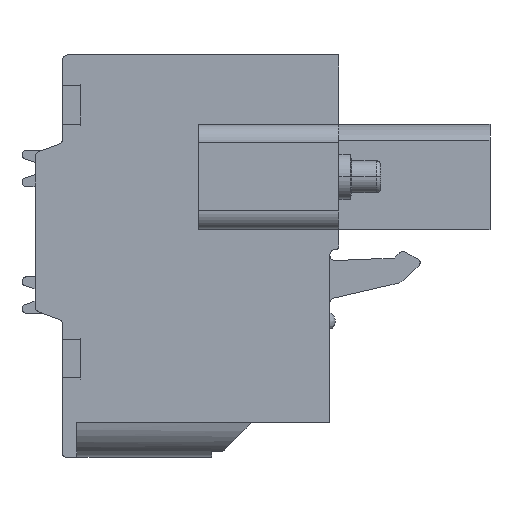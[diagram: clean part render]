
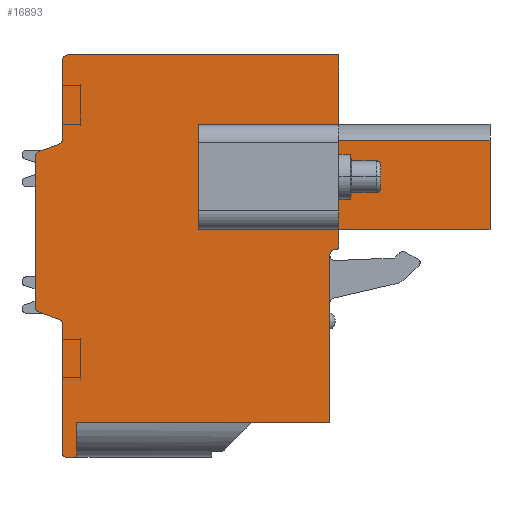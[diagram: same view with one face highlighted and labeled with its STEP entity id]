
A CAD part, front view. The second image highlights one B-rep face of the part: STEP entity #16893.
In plain terms, the highlighted planar face has unit normal (0, -1, 0).
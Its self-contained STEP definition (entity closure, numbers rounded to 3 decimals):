
#381=DIRECTION('',(-1.,0.,0.));
#382=VECTOR('',#381,6.3);
#383=CARTESIAN_POINT('',(2.781,-65.94,1.9));
#384=LINE('',#383,#382);
#385=DIRECTION('',(1.,0.,0.));
#386=VECTOR('',#385,6.3);
#387=CARTESIAN_POINT('',(-3.519,-65.94,7.65));
#388=LINE('',#387,#386);
#389=DIRECTION('',(0.,0.,1.));
#390=VECTOR('',#389,5.75);
#391=CARTESIAN_POINT('',(-3.519,-65.94,1.9));
#392=LINE('',#391,#390);
#393=DIRECTION('',(0.,0.,-1.));
#394=VECTOR('',#393,4.7);
#395=CARTESIAN_POINT('',(4.181,-65.94,11.475));
#396=LINE('',#395,#394);
#397=DIRECTION('',(-1.,0.,0.));
#398=VECTOR('',#397,8.3);
#399=CARTESIAN_POINT('',(12.481,-65.94,6.775));
#400=LINE('',#399,#398);
#401=DIRECTION('',(0.,0.,-1.));
#402=VECTOR('',#401,4.9);
#403=CARTESIAN_POINT('',(12.481,-65.94,6.775));
#404=LINE('',#403,#402);
#405=DIRECTION('',(-1.,0.,0.));
#406=VECTOR('',#405,8.3);
#407=CARTESIAN_POINT('',(12.481,-65.94,1.875));
#408=LINE('',#407,#406);
#409=DIRECTION('',(0.,0.,-1.));
#410=VECTOR('',#409,0.901);
#411=CARTESIAN_POINT('',(4.181,-65.94,1.875));
#412=LINE('',#411,#410);
#413=CARTESIAN_POINT('',(3.981,-65.94,0.974));
#414=DIRECTION('',(0.,1.,0.));
#415=DIRECTION('',(1.,0.,0.));
#416=AXIS2_PLACEMENT_3D('',#413,#414,#415);
#418=CARTESIAN_POINT('',(3.981,-65.94,0.474));
#419=DIRECTION('',(0.,-1.,0.));
#420=DIRECTION('',(0.,0.,1.));
#421=AXIS2_PLACEMENT_3D('',#418,#419,#420);
#423=DIRECTION('',(-1.,0.,0.));
#424=VECTOR('',#423,13.9);
#425=CARTESIAN_POINT('',(3.681,-65.94,-8.725));
#426=LINE('',#425,#424);
#427=DIRECTION('',(0.,0.,-1.));
#428=VECTOR('',#427,1.9);
#429=CARTESIAN_POINT('',(-10.219,-65.94,-8.725));
#430=LINE('',#429,#428);
#431=DIRECTION('',(-1.,0.,0.));
#432=VECTOR('',#431,0.6);
#433=CARTESIAN_POINT('',(-10.219,-65.94,-10.625));
#434=LINE('',#433,#432);
#435=CARTESIAN_POINT('',(-10.819,-65.94,-10.425));
#436=DIRECTION('',(0.,1.,0.));
#437=DIRECTION('',(0.,0.,-1.));
#438=AXIS2_PLACEMENT_3D('',#435,#436,#437);
#440=DIRECTION('',(0.,0.,1.));
#441=VECTOR('',#440,7.095);
#442=CARTESIAN_POINT('',(-11.019,-65.94,-10.425));
#443=LINE('',#442,#441);
#444=CARTESIAN_POINT('',(-11.319,-65.94,-3.33));
#445=DIRECTION('',(0.,-1.,0.));
#446=DIRECTION('',(1.,0.,0.));
#447=AXIS2_PLACEMENT_3D('',#444,#445,#446);
#449=DIRECTION('',(-0.94,0.,0.342));
#450=VECTOR('',#449,1.176);
#451=CARTESIAN_POINT('',(-11.216,-65.94,-3.048));
#452=LINE('',#451,#450);
#453=CARTESIAN_POINT('',(-12.219,-65.94,-2.364));
#454=DIRECTION('',(0.,1.,0.));
#455=DIRECTION('',(-0.342,0.,-0.94));
#456=AXIS2_PLACEMENT_3D('',#453,#454,#455);
#458=DIRECTION('',(0.,0.,1.));
#459=VECTOR('',#458,8.238);
#460=CARTESIAN_POINT('',(-12.519,-65.94,-2.364));
#461=LINE('',#460,#459);
#462=CARTESIAN_POINT('',(-12.219,-65.94,5.874));
#463=DIRECTION('',(0.,1.,0.));
#464=DIRECTION('',(-1.,0.,0.));
#465=AXIS2_PLACEMENT_3D('',#462,#463,#464);
#467=DIRECTION('',(0.94,0.,0.342));
#468=VECTOR('',#467,1.176);
#469=CARTESIAN_POINT('',(-12.321,-65.94,6.156));
#470=LINE('',#469,#468);
#471=CARTESIAN_POINT('',(-11.319,-65.94,6.84));
#472=DIRECTION('',(0.,-1.,0.));
#473=DIRECTION('',(0.342,0.,-0.94));
#474=AXIS2_PLACEMENT_3D('',#471,#472,#473);
#476=DIRECTION('',(0.,0.,1.));
#477=VECTOR('',#476,4.335);
#478=CARTESIAN_POINT('',(-11.019,-65.94,6.84));
#479=LINE('',#478,#477);
#480=CARTESIAN_POINT('',(-10.719,-65.94,11.175));
#481=DIRECTION('',(0.,1.,0.));
#482=DIRECTION('',(-1.,0.,0.));
#483=AXIS2_PLACEMENT_3D('',#480,#481,#482);
#485=DIRECTION('',(1.,0.,0.));
#486=VECTOR('',#485,14.9);
#487=CARTESIAN_POINT('',(-10.719,-65.94,11.475));
#488=LINE('',#487,#486);
#643=DIRECTION('',(0.,0.,1.));
#644=VECTOR('',#643,5.75);
#645=CARTESIAN_POINT('',(2.781,-65.94,1.9));
#646=LINE('',#645,#644);
#2981=DIRECTION('',(0.,0.,1.));
#2982=VECTOR('',#2981,9.199);
#2983=CARTESIAN_POINT('',(3.681,-65.94,-8.725));
#2984=LINE('',#2983,#2982);
#12722=CARTESIAN_POINT('',(-12.519,-65.94,-2.364));
#12723=CARTESIAN_POINT('',(-12.519,-65.94,5.874));
#12724=VERTEX_POINT('',#12722);
#12725=VERTEX_POINT('',#12723);
#12726=CARTESIAN_POINT('',(-12.321,-65.94,6.156));
#12727=VERTEX_POINT('',#12726);
#12728=CARTESIAN_POINT('',(-11.216,-65.94,6.558));
#12729=VERTEX_POINT('',#12728);
#12730=CARTESIAN_POINT('',(-11.019,-65.94,6.84));
#12731=VERTEX_POINT('',#12730);
#12732=CARTESIAN_POINT('',(-11.019,-65.94,11.175));
#12733=VERTEX_POINT('',#12732);
#12734=CARTESIAN_POINT('',(-10.719,-65.94,11.475));
#12735=VERTEX_POINT('',#12734);
#12736=CARTESIAN_POINT('',(4.181,-65.94,11.475));
#12737=VERTEX_POINT('',#12736);
#12738=CARTESIAN_POINT('',(3.681,-65.94,-8.725));
#12739=CARTESIAN_POINT('',(-10.219,-65.94,-8.725));
#12740=VERTEX_POINT('',#12738);
#12741=VERTEX_POINT('',#12739);
#12742=CARTESIAN_POINT('',(-10.219,-65.94,-10.625));
#12743=VERTEX_POINT('',#12742);
#12744=CARTESIAN_POINT('',(-10.819,-65.94,-10.625));
#12745=VERTEX_POINT('',#12744);
#12746=CARTESIAN_POINT('',(-11.019,-65.94,-10.425));
#12747=VERTEX_POINT('',#12746);
#12748=CARTESIAN_POINT('',(-11.019,-65.94,-3.33));
#12749=VERTEX_POINT('',#12748);
#12750=CARTESIAN_POINT('',(-11.216,-65.94,-3.048));
#12751=VERTEX_POINT('',#12750);
#12752=CARTESIAN_POINT('',(-12.321,-65.94,-2.646));
#12753=VERTEX_POINT('',#12752);
#12764=CARTESIAN_POINT('',(4.181,-65.94,0.974));
#12765=CARTESIAN_POINT('',(3.981,-65.94,0.774));
#12766=VERTEX_POINT('',#12764);
#12767=VERTEX_POINT('',#12765);
#12768=CARTESIAN_POINT('',(4.181,-65.94,1.875));
#12769=VERTEX_POINT('',#12768);
#12770=CARTESIAN_POINT('',(3.681,-65.94,0.474));
#12771=VERTEX_POINT('',#12770);
#12772=CARTESIAN_POINT('',(12.481,-65.94,1.875));
#12773=VERTEX_POINT('',#12772);
#13996=CARTESIAN_POINT('',(12.481,-65.94,6.775));
#13997=VERTEX_POINT('',#13996);
#16290=CARTESIAN_POINT('',(-3.519,-65.94,1.9));
#16291=CARTESIAN_POINT('',(-3.519,-65.94,7.65));
#16292=VERTEX_POINT('',#16290);
#16293=VERTEX_POINT('',#16291);
#16312=CARTESIAN_POINT('',(2.781,-65.94,1.9));
#16313=CARTESIAN_POINT('',(2.781,-65.94,7.65));
#16314=VERTEX_POINT('',#16312);
#16315=VERTEX_POINT('',#16313);
#16328=CARTESIAN_POINT('',(4.181,-65.94,6.775));
#16329=VERTEX_POINT('',#16328);
#16831=CARTESIAN_POINT('',(0.,-65.94,0.));
#16832=DIRECTION('',(0.,1.,0.));
#16833=DIRECTION('',(1.,0.,0.));
#16834=AXIS2_PLACEMENT_3D('',#16831,#16832,#16833);
#16835=PLANE('',#16834);
#16836=ORIENTED_EDGE('',*,*,#16595,.T.);
#16838=ORIENTED_EDGE('',*,*,#16837,.F.);
#16840=ORIENTED_EDGE('',*,*,#16839,.T.);
#16842=ORIENTED_EDGE('',*,*,#16841,.T.);
#16844=ORIENTED_EDGE('',*,*,#16843,.T.);
#16846=ORIENTED_EDGE('',*,*,#16845,.T.);
#16848=ORIENTED_EDGE('',*,*,#16847,.T.);
#16850=ORIENTED_EDGE('',*,*,#16849,.F.);
#16852=ORIENTED_EDGE('',*,*,#16851,.T.);
#16854=ORIENTED_EDGE('',*,*,#16853,.T.);
#16856=ORIENTED_EDGE('',*,*,#16855,.T.);
#16858=ORIENTED_EDGE('',*,*,#16857,.T.);
#16860=ORIENTED_EDGE('',*,*,#16859,.T.);
#16862=ORIENTED_EDGE('',*,*,#16861,.T.);
#16864=ORIENTED_EDGE('',*,*,#16863,.T.);
#16866=ORIENTED_EDGE('',*,*,#16865,.T.);
#16868=ORIENTED_EDGE('',*,*,#16867,.T.);
#16870=ORIENTED_EDGE('',*,*,#16869,.T.);
#16872=ORIENTED_EDGE('',*,*,#16871,.T.);
#16874=ORIENTED_EDGE('',*,*,#16873,.T.);
#16876=ORIENTED_EDGE('',*,*,#16875,.T.);
#16878=ORIENTED_EDGE('',*,*,#16877,.T.);
#16880=ORIENTED_EDGE('',*,*,#16879,.T.);
#16881=EDGE_LOOP('',(#16836,#16838,#16840,#16842,#16844,#16846,#16848,#16850,
#16852,#16854,#16856,#16858,#16860,#16862,#16864,#16866,#16868,#16870,#16872,
#16874,#16876,#16878,#16880));
#16882=FACE_OUTER_BOUND('',#16881,.F.);
#16884=ORIENTED_EDGE('',*,*,#16883,.F.);
#16886=ORIENTED_EDGE('',*,*,#16885,.T.);
#16888=ORIENTED_EDGE('',*,*,#16887,.F.);
#16890=ORIENTED_EDGE('',*,*,#16889,.F.);
#16891=EDGE_LOOP('',(#16884,#16886,#16888,#16890));
#16892=FACE_BOUND('',#16891,.F.);
#16893=ADVANCED_FACE('',(#16882,#16892),#16835,.F.);
#417=CIRCLE('',#416,0.2);
#422=CIRCLE('',#421,0.3);
#439=CIRCLE('',#438,0.2);
#448=CIRCLE('',#447,0.3);
#457=CIRCLE('',#456,0.3);
#466=CIRCLE('',#465,0.3);
#475=CIRCLE('',#474,0.3);
#484=CIRCLE('',#483,0.3);
#16595=EDGE_CURVE('',#12737,#16329,#396,.T.);
#16837=EDGE_CURVE('',#13997,#16329,#400,.T.);
#16839=EDGE_CURVE('',#13997,#12773,#404,.T.);
#16841=EDGE_CURVE('',#12773,#12769,#408,.T.);
#16843=EDGE_CURVE('',#12769,#12766,#412,.T.);
#16845=EDGE_CURVE('',#12766,#12767,#417,.T.);
#16847=EDGE_CURVE('',#12767,#12771,#422,.T.);
#16849=EDGE_CURVE('',#12740,#12771,#2984,.T.);
#16851=EDGE_CURVE('',#12740,#12741,#426,.T.);
#16853=EDGE_CURVE('',#12741,#12743,#430,.T.);
#16855=EDGE_CURVE('',#12743,#12745,#434,.T.);
#16857=EDGE_CURVE('',#12745,#12747,#439,.T.);
#16859=EDGE_CURVE('',#12747,#12749,#443,.T.);
#16861=EDGE_CURVE('',#12749,#12751,#448,.T.);
#16863=EDGE_CURVE('',#12751,#12753,#452,.T.);
#16865=EDGE_CURVE('',#12753,#12724,#457,.T.);
#16867=EDGE_CURVE('',#12724,#12725,#461,.T.);
#16869=EDGE_CURVE('',#12725,#12727,#466,.T.);
#16871=EDGE_CURVE('',#12727,#12729,#470,.T.);
#16873=EDGE_CURVE('',#12729,#12731,#475,.T.);
#16875=EDGE_CURVE('',#12731,#12733,#479,.T.);
#16877=EDGE_CURVE('',#12733,#12735,#484,.T.);
#16879=EDGE_CURVE('',#12735,#12737,#488,.T.);
#16883=EDGE_CURVE('',#16314,#16292,#384,.T.);
#16885=EDGE_CURVE('',#16314,#16315,#646,.T.);
#16887=EDGE_CURVE('',#16293,#16315,#388,.T.);
#16889=EDGE_CURVE('',#16292,#16293,#392,.T.);
